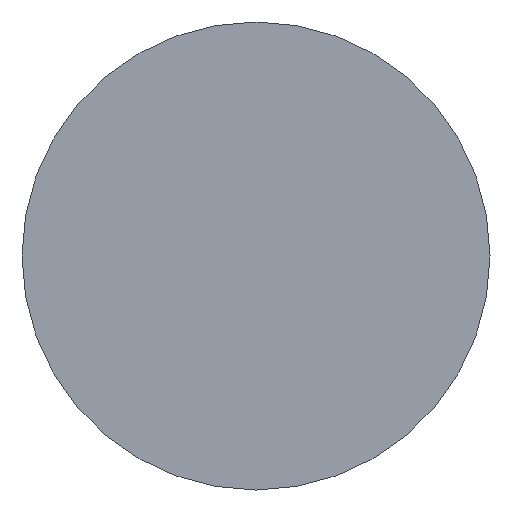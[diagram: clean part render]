
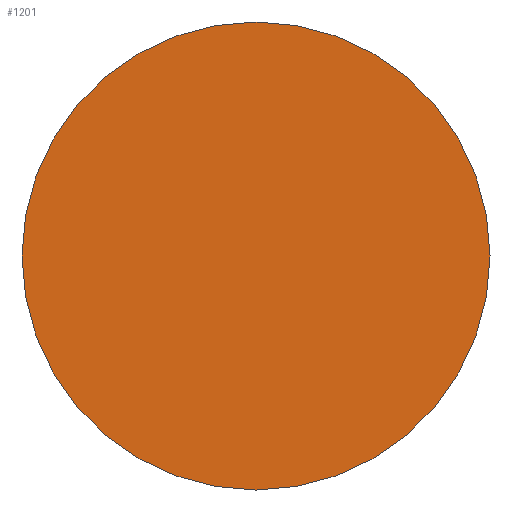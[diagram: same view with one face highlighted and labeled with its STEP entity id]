
A CAD part, left-side view. The second image highlights one B-rep face of the part: STEP entity #1201.
In plain terms, the highlighted planar face has unit normal (-1, 0, 0).
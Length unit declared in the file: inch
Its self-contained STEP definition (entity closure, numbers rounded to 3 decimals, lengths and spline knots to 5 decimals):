
#239 = CIRCLE ( 'NONE', #1003, 0.03675 ) ;
#293 = VERTEX_POINT ( 'NONE', #396 ) ;
#331 = EDGE_LOOP ( 'NONE', ( #1110 ) ) ;
#333 = DIRECTION ( 'NONE',  ( 0., 0., -1. ) ) ;
#396 = CARTESIAN_POINT ( 'NONE',  ( 0., 0., -0.03675 ) ) ;
#463 = FACE_OUTER_BOUND ( 'NONE', #331, .T. ) ;
#487 = EDGE_CURVE ( 'NONE', #293, #293, #239, .T. ) ;
#522 = CARTESIAN_POINT ( 'NONE',  ( 0., 0., 0. ) ) ;
#615 = AXIS2_PLACEMENT_3D ( 'NONE', #1206, #672, #333 ) ;
#672 = DIRECTION ( 'NONE',  ( 1., 0., 0. ) ) ;
#771 = PLANE ( 'NONE',  #615 ) ;
#873 = DIRECTION ( 'NONE',  ( 1., 0., 0. ) ) ;
#1003 = AXIS2_PLACEMENT_3D ( 'NONE', #522, #873, #1286 ) ;
#1110 = ORIENTED_EDGE ( 'NONE', *, *, #487, .F. ) ;
#1201 = ADVANCED_FACE ( 'NONE', ( #463 ), #771, .F. ) ;
#1206 = CARTESIAN_POINT ( 'NONE',  ( 0., -0.03675, 0. ) ) ;
#1286 = DIRECTION ( 'NONE',  ( 0., 0., -1. ) ) ;
